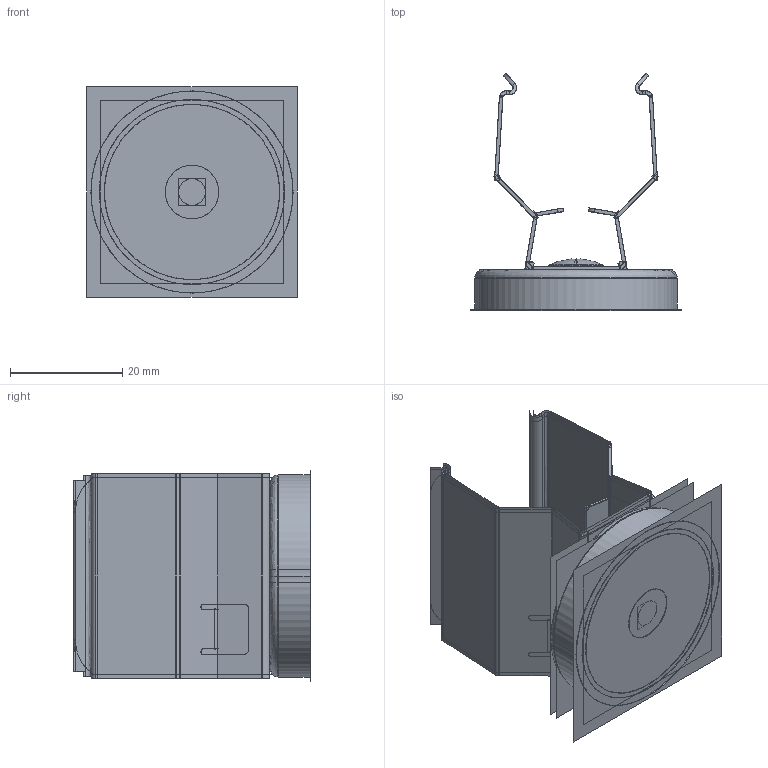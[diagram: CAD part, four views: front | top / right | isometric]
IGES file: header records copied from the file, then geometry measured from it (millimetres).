
Start section:  PTC IGES file: 181216.igs
Global section: file name: 181216.igs; native system: Creo Parametric by PTC Inc.; preprocessor: 2019292; author: PDMAdmin; organization: Unknown; date: 20200413.130526; units: millimetre
Bounding box: 37.51 x 42.35 x 37.51 mm (x, y, z)
Volume: 8485.6 mm3; surface area: 49653.5 mm2
Topology: 3 solids, 3 shells, 338 faces, 1562 edges, 1905 vertices
Faces by surface type: bspline 202, revolution 136
